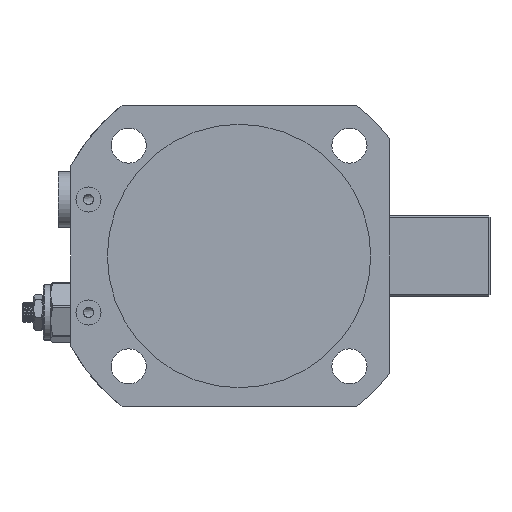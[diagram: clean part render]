
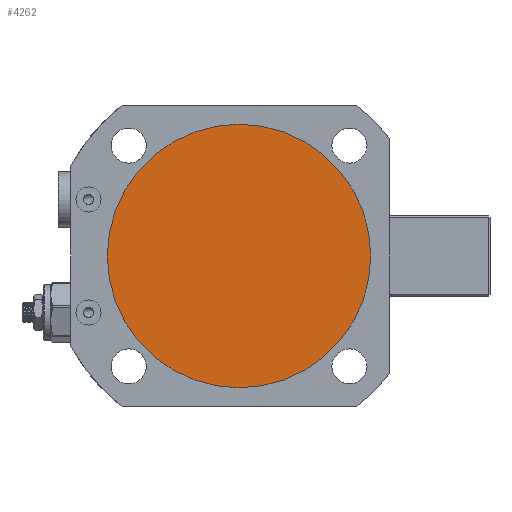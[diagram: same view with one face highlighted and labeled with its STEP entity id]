
A CAD part, front view. The second image highlights one B-rep face of the part: STEP entity #4262.
In plain terms, the highlighted planar face has unit normal (0, -1, 0).
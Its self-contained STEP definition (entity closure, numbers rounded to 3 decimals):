
#619 = FACE_OUTER_BOUND ( 'NONE', #5129, .T. ) ;
#1214 = ORIENTED_EDGE ( 'NONE', *, *, #11039, .T. ) ;
#2759 = CARTESIAN_POINT ( 'NONE',  ( 0., 0., -52.5 ) ) ;
#2908 = AXIS2_PLACEMENT_3D ( 'NONE', #3445, #3432, #3382 ) ;
#3382 = DIRECTION ( 'NONE',  ( 0., 0., -1. ) ) ;
#3432 = DIRECTION ( 'NONE',  ( 0., -1., 0. ) ) ;
#3445 = CARTESIAN_POINT ( 'NONE',  ( 0., 0., 0. ) ) ;
#3754 = DIRECTION ( 'NONE',  ( 0., -1., 0. ) ) ;
#4258 = AXIS2_PLACEMENT_3D ( 'NONE', #11456, #4471, #12643 ) ;
#4262 = ADVANCED_FACE ( 'NONE', ( #619 ), #11908, .T. ) ;
#4471 = DIRECTION ( 'NONE',  ( 0., -1., 0. ) ) ;
#5129 = EDGE_LOOP ( 'NONE', ( #9607, #1214 ) ) ;
#5406 = CARTESIAN_POINT ( 'NONE',  ( 0., 0., 52.5 ) ) ;
#6381 = VERTEX_POINT ( 'NONE', #5406 ) ;
#6494 = EDGE_CURVE ( 'NONE', #14118, #6381, #11863, .T. ) ;
#8522 = CIRCLE ( 'NONE', #4258, 52.5 ) ;
#9486 = AXIS2_PLACEMENT_3D ( 'NONE', #10828, #3754, #10724 ) ;
#9607 = ORIENTED_EDGE ( 'NONE', *, *, #6494, .T. ) ;
#10724 = DIRECTION ( 'NONE',  ( 0., 0., -1. ) ) ;
#10828 = CARTESIAN_POINT ( 'NONE',  ( 42.5, 0., 0. ) ) ;
#11039 = EDGE_CURVE ( 'NONE', #6381, #14118, #8522, .T. ) ;
#11456 = CARTESIAN_POINT ( 'NONE',  ( 0., 0., 0. ) ) ;
#11863 = CIRCLE ( 'NONE', #2908, 52.5 ) ;
#11908 = PLANE ( 'NONE',  #9486 ) ;
#12643 = DIRECTION ( 'NONE',  ( 0., 0., -1. ) ) ;
#14118 = VERTEX_POINT ( 'NONE', #2759 ) ;
